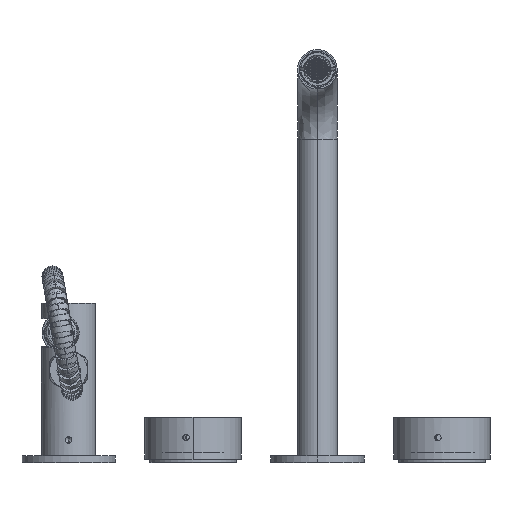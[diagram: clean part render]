
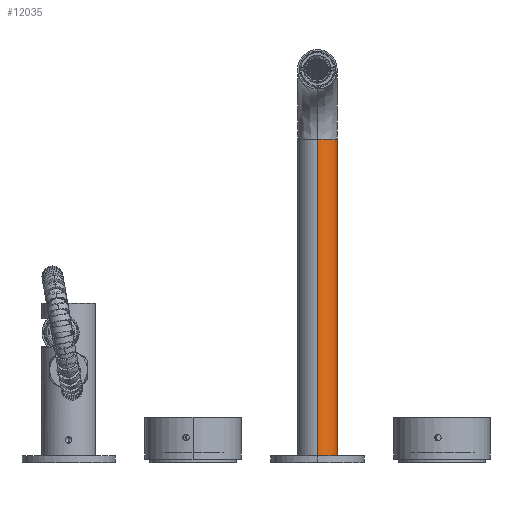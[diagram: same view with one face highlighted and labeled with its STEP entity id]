
A CAD part, front view. The second image highlights one B-rep face of the part: STEP entity #12035.
In plain terms, the highlighted cylindrical face has radius 12.7 mm (diameter 25.4 mm), a partial arc.
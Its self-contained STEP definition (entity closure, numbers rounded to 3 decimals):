
#13 = CARTESIAN_POINT ( 'NONE',  ( 78.018, -3.39, 196.731 ) ) ;
#797 = CARTESIAN_POINT ( 'NONE',  ( 78.018, 9.31, -8.269 ) ) ;
#1201 = AXIS2_PLACEMENT_3D ( 'NONE', #22322, #23890, #24037 ) ;
#4085 = VECTOR ( 'NONE', #47596, 1000. ) ;
#5507 = DIRECTION ( 'NONE',  ( 0., 1., 0. ) ) ;
#5781 = LINE ( 'NONE', #63371, #4085 ) ;
#6398 = CIRCLE ( 'NONE', #34272, 12.7 ) ;
#7318 = CARTESIAN_POINT ( 'NONE',  ( 78.018, -16.09, 196.731 ) ) ;
#11704 = VERTEX_POINT ( 'NONE', #7318 ) ;
#12035 = ADVANCED_FACE ( 'NONE', ( #30784 ), #57297, .T. ) ;
#12507 = CARTESIAN_POINT ( 'NONE',  ( 78.018, -3.39, -8.269 ) ) ;
#14707 = EDGE_LOOP ( 'NONE', ( #32985, #33322, #34152, #36233 ) ) ;
#16994 = CARTESIAN_POINT ( 'NONE',  ( 78.018, -16.09, -8.269 ) ) ;
#17983 = DIRECTION ( 'NONE',  ( 0., 1., 0. ) ) ;
#19193 = VERTEX_POINT ( 'NONE', #16994 ) ;
#20080 = VERTEX_POINT ( 'NONE', #797 ) ;
#22322 = CARTESIAN_POINT ( 'NONE',  ( 78.018, -3.39, 196.731 ) ) ;
#23890 = DIRECTION ( 'NONE',  ( 0., 0., -1. ) ) ;
#24037 = DIRECTION ( 'NONE',  ( 0., 1., 0. ) ) ;
#27264 = LINE ( 'NONE', #68227, #28887 ) ;
#28887 = VECTOR ( 'NONE', #36484, 1000. ) ;
#30784 = FACE_OUTER_BOUND ( 'NONE', #14707, .T. ) ;
#32985 = ORIENTED_EDGE ( 'NONE', *, *, #40874, .T. ) ;
#33322 = ORIENTED_EDGE ( 'NONE', *, *, #41943, .T. ) ;
#34152 = ORIENTED_EDGE ( 'NONE', *, *, #42250, .T. ) ;
#34272 = AXIS2_PLACEMENT_3D ( 'NONE', #13, #37712, #5507 ) ;
#36233 = ORIENTED_EDGE ( 'NONE', *, *, #43257, .F. ) ;
#36484 = DIRECTION ( 'NONE',  ( 0., 0., -1. ) ) ;
#37712 = DIRECTION ( 'NONE',  ( 0., 0., -1. ) ) ;
#40874 = EDGE_CURVE ( 'NONE', #69361, #11704, #6398, .T. ) ;
#41482 = CARTESIAN_POINT ( 'NONE',  ( 78.018, 9.31, 196.731 ) ) ;
#41943 = EDGE_CURVE ( 'NONE', #11704, #19193, #27264, .T. ) ;
#42250 = EDGE_CURVE ( 'NONE', #19193, #20080, #55108, .T. ) ;
#43257 = EDGE_CURVE ( 'NONE', #69361, #20080, #5781, .T. ) ;
#47596 = DIRECTION ( 'NONE',  ( 0., 0., -1. ) ) ;
#47625 = AXIS2_PLACEMENT_3D ( 'NONE', #12507, #49801, #17983 ) ;
#49801 = DIRECTION ( 'NONE',  ( 0., 0., 1. ) ) ;
#55108 = CIRCLE ( 'NONE', #47625, 12.7 ) ;
#57297 = CYLINDRICAL_SURFACE ( 'NONE', #1201, 12.7 ) ;
#63371 = CARTESIAN_POINT ( 'NONE',  ( 78.018, 9.31, 196.731 ) ) ;
#68227 = CARTESIAN_POINT ( 'NONE',  ( 78.018, -16.09, 196.731 ) ) ;
#69361 = VERTEX_POINT ( 'NONE', #41482 ) ;
